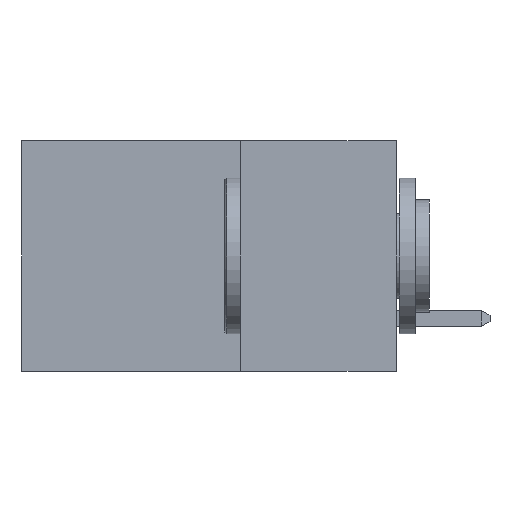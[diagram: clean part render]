
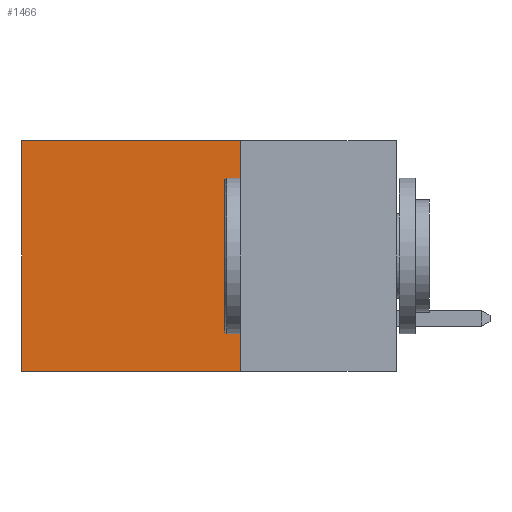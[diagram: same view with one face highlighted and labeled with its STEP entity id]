
A CAD part, left-side view. The second image highlights one B-rep face of the part: STEP entity #1466.
In plain terms, the highlighted planar face has unit normal (-1, 0, 0).
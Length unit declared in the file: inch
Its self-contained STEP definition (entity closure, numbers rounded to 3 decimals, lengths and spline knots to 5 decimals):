
#353 = VECTOR ( 'NONE', #9780, 39.37008 ) ;
#758 = LINE ( 'NONE', #3265, #2738 ) ;
#1396 = CARTESIAN_POINT ( 'NONE',  ( 0.298, 0.6, 0. ) ) ;
#1466 = ADVANCED_FACE ( 'NONE', ( #10790 ), #5114, .F. ) ;
#2500 = EDGE_CURVE ( 'NONE', #4293, #9851, #10568, .T. ) ;
#2722 = CARTESIAN_POINT ( 'NONE',  ( 0.298, 0.25, 0. ) ) ;
#2738 = VECTOR ( 'NONE', #5503, 39.37008 ) ;
#2755 = DIRECTION ( 'NONE',  ( 0., 0., -1. ) ) ;
#3265 = CARTESIAN_POINT ( 'NONE',  ( 0.298, 0.25, -0.37 ) ) ;
#3329 = VECTOR ( 'NONE', #8976, 39.37008 ) ;
#3535 = VERTEX_POINT ( 'NONE', #10010 ) ;
#3605 = LINE ( 'NONE', #7737, #3329 ) ;
#3701 = VERTEX_POINT ( 'NONE', #6321 ) ;
#4293 = VERTEX_POINT ( 'NONE', #2722 ) ;
#4709 = EDGE_CURVE ( 'NONE', #4293, #3701, #3605, .T. ) ;
#4922 = CARTESIAN_POINT ( 'NONE',  ( 0.298, 0.25, -0.37 ) ) ;
#5057 = EDGE_CURVE ( 'NONE', #3701, #3535, #9409, .T. ) ;
#5106 = CARTESIAN_POINT ( 'NONE',  ( 0.298, 0.25, 0. ) ) ;
#5114 = PLANE ( 'NONE',  #5180 ) ;
#5180 = AXIS2_PLACEMENT_3D ( 'NONE', #5106, #6257, #6245 ) ;
#5220 = EDGE_CURVE ( 'NONE', #9851, #3535, #758, .T. ) ;
#5503 = DIRECTION ( 'NONE',  ( 0., 1., 0. ) ) ;
#6245 = DIRECTION ( 'NONE',  ( 0., 0., -1. ) ) ;
#6257 = DIRECTION ( 'NONE',  ( 1., 0., 0. ) ) ;
#6321 = CARTESIAN_POINT ( 'NONE',  ( 0.298, 0.6, 0. ) ) ;
#6875 = ORIENTED_EDGE ( 'NONE', *, *, #5220, .F. ) ;
#7737 = CARTESIAN_POINT ( 'NONE',  ( 0.298, 0.25, 0. ) ) ;
#8218 = ORIENTED_EDGE ( 'NONE', *, *, #5057, .T. ) ;
#8303 = VECTOR ( 'NONE', #2755, 39.37008 ) ;
#8724 = CARTESIAN_POINT ( 'NONE',  ( 0.298, 0.25, 0. ) ) ;
#8976 = DIRECTION ( 'NONE',  ( 0., 1., 0. ) ) ;
#9399 = ORIENTED_EDGE ( 'NONE', *, *, #4709, .T. ) ;
#9409 = LINE ( 'NONE', #1396, #353 ) ;
#9780 = DIRECTION ( 'NONE',  ( 0., 0., -1. ) ) ;
#9851 = VERTEX_POINT ( 'NONE', #4922 ) ;
#9927 = ORIENTED_EDGE ( 'NONE', *, *, #2500, .F. ) ;
#10010 = CARTESIAN_POINT ( 'NONE',  ( 0.298, 0.6, -0.37 ) ) ;
#10072 = EDGE_LOOP ( 'NONE', ( #8218, #6875, #9927, #9399 ) ) ;
#10568 = LINE ( 'NONE', #8724, #8303 ) ;
#10790 = FACE_OUTER_BOUND ( 'NONE', #10072, .T. ) ;
